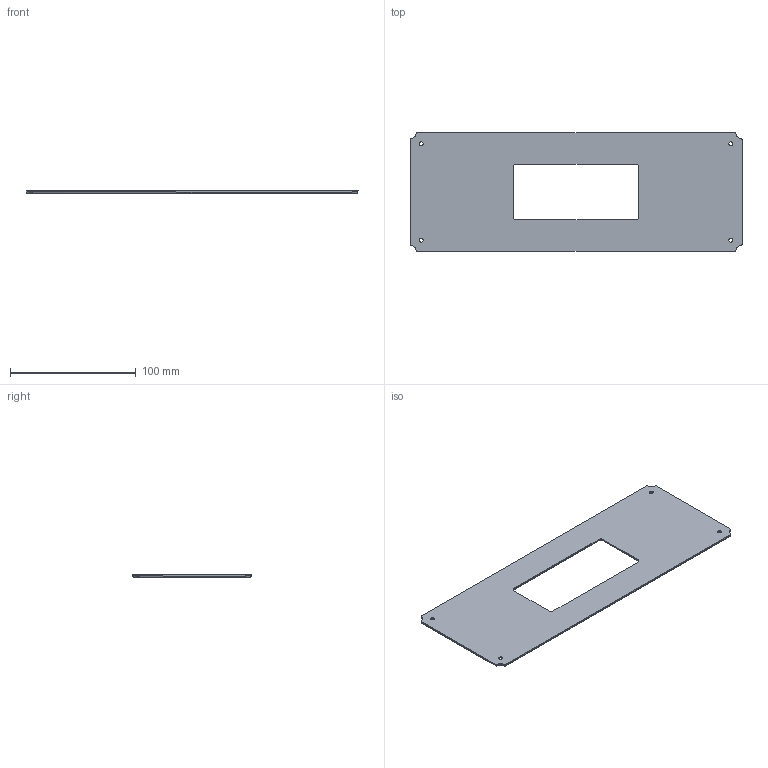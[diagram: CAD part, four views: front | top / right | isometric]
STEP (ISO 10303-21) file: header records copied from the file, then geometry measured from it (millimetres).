
FILE_DESCRIPTION(/* description */ (''),/* implementation_level */ '2;1');
FILE_NAME(/* name */ 'BOTTOM PANEL (60).step',/* time_stamp */ '2023-05-03T17:02:29-04:00',/* author */ (''),/* organization */ (''),/* preprocessor_version */ 'ST-DEVELOPER v19.2',/* originating_system */ 'Autodesk Translation Framework v12.4.0.73',/* authorisation */ '');
FILE_SCHEMA (('AUTOMOTIVE_DESIGN { 1 0 10303 214 3 1 1 }'));
Length unit declared in the file: millimetre
Products named in the file (1): 60 BOTTOM PLATE
Bounding box: 264.5 x 94.77 x 2 mm (x, y, z)
Volume: 40772.9 mm3; surface area: 42716.1 mm2
Topology: 1 solids, 1 shells, 62 faces, 144 edges, 84 vertices
Faces by surface type: cylinder 32, plane 10, torus 8, bspline 8, cone 4
Full cylindrical faces by diameter (mm): 3.1 x4, 6 x4
Entity records: 3555 total; most frequent: CARTESIAN_POINT 2102, DIRECTION 306, ORIENTED_EDGE 288, EDGE_CURVE 144, AXIS2_PLACEMENT_3D 123, VERTEX_POINT 84, EDGE_LOOP 72, CIRCLE 68
